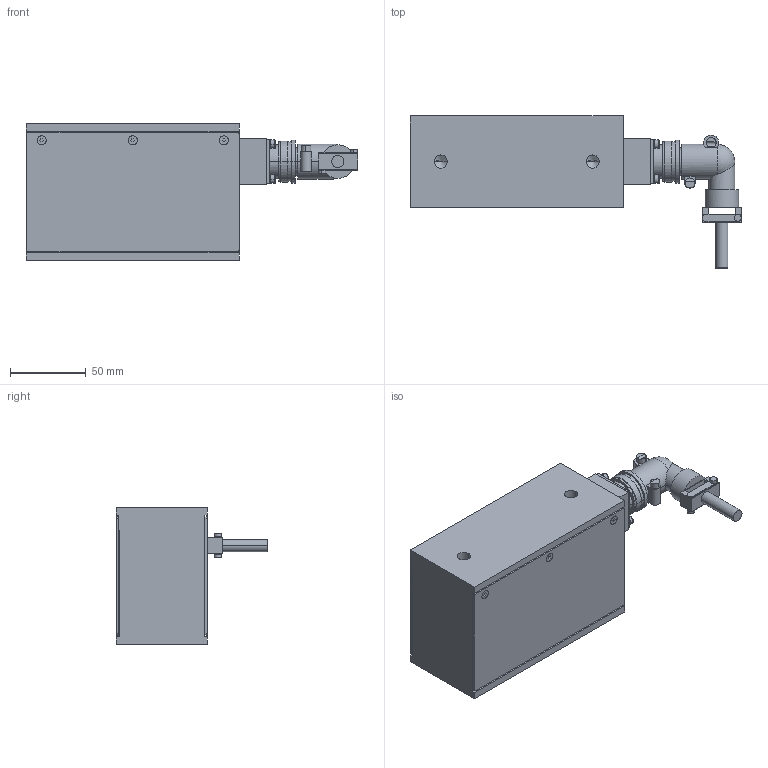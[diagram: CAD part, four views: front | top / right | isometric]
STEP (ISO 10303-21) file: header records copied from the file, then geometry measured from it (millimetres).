
FILE_DESCRIPTION((''),'2;1');
FILE_NAME('50499.stp','2015-08-28T13:59:00',(''),(''),'Mechanical Desktop 2009','Mechanical Desktop 2009',', , ');
FILE_SCHEMA(('CONFIG_CONTROL_DESIGN'));
Length unit declared in the file: millimetre
Products named in the file (15): U50499; U5124404; U49515; U49515A; SENKSCHRAUBE_I-6KT_M3X6; SENKSCHRAUBE_I-6KT_M3X6A; L49026; TEIL1; FLANSCHDOSE_WINKEL_AMPH_4-POLIG; TEIL1A; I-6KT_SCHRAUBE_M3X25; I-6KT_SCHRAUBE_M3X25A; FEDERRING_M3A; FEDERRING_M3; RM_SDB
Assembly tree (28 placements, depth 3):
  U50499
    U5124404
    U49515  x2
      U49515A
    SENKSCHRAUBE_I-6KT_M3X6  x6
      SENKSCHRAUBE_I-6KT_M3X6A
    L49026
      TEIL1
    FLANSCHDOSE_WINKEL_AMPH_4-POLIG
      TEIL1A
    I-6KT_SCHRAUBE_M3X25  x4
      I-6KT_SCHRAUBE_M3X25A
    FEDERRING_M3A  x4
      FEDERRING_M3
    RM_SDB  x3
Bounding box: 218 x 100 x 90 mm (x, y, z)
Volume: 700820 mm3; surface area: 124890.7 mm2
Topology: 19 solids, 19 shells, 417 faces, 984 edges, 610 vertices
Faces by surface type: cylinder 168, plane 166, cone 74, torus 8, sphere 1
Entity records: 8114 total; most frequent: CARTESIAN_POINT 1497, DIRECTION 1425, ORIENTED_EDGE 1222, EDGE_CURVE 611, AXIS2_PLACEMENT_3D 541, VERTEX_POINT 395, VECTOR 343, LINE 343
